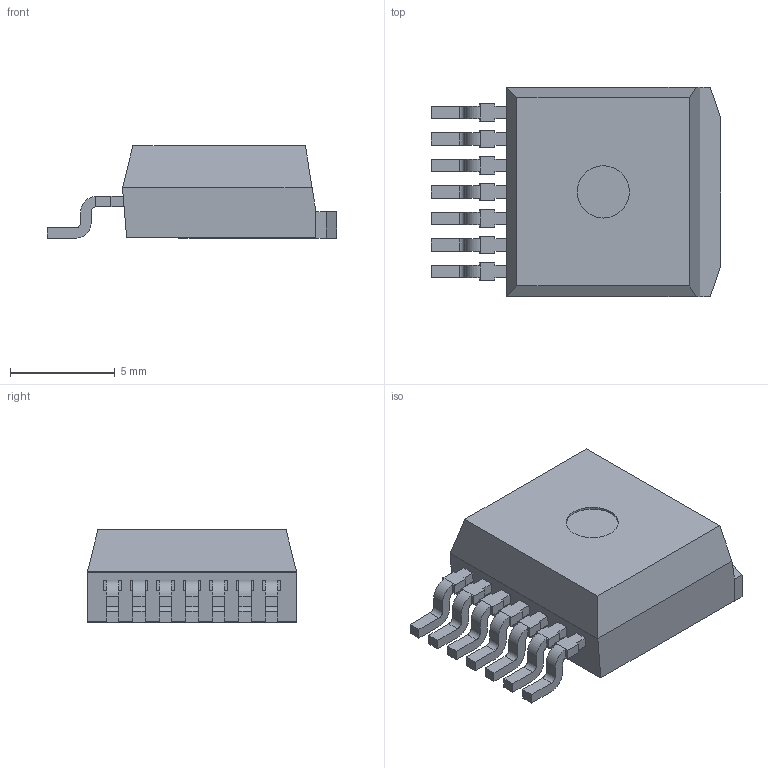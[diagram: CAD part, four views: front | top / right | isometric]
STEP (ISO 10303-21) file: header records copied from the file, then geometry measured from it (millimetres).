
FILE_DESCRIPTION(('FreeCAD Model'),'2;1');
FILE_NAME('TO-220-7Lead_TabPin8.step', '2017-04-23T11:14:03',('kicad StepUp'),('ksu MCAD'), 'Open CASCADE STEP processor 7.1','FreeCAD','Unknown');
FILE_SCHEMA(('AUTOMOTIVE_DESIGN_CC2 { 1 2 10303 214 -1 1 5 4 }'));
Length unit declared in the file: millimetre
Products named in the file (1): TO-220-7Lead_TabPin8
Bounding box: 13.85 x 10 x 4.42 mm (x, y, z)
Volume: 406.2 mm3; surface area: 429.6 mm2
Topology: 1 solids, 1 shells, 172 faces, 482 edges, 320 vertices
Faces by surface type: plane 143, cylinder 29
Full cylindrical faces by diameter (mm): 2.5 x1
Entity records: 3781 total; most frequent: ORIENTED_EDGE 789, CARTESIAN_POINT 606, EDGE_CURVE 482, LINE 365, VERTEX_POINT 320, AXIS2_PLACEMENT_3D 205, FACE_BOUND 180, EDGE_LOOP 180
